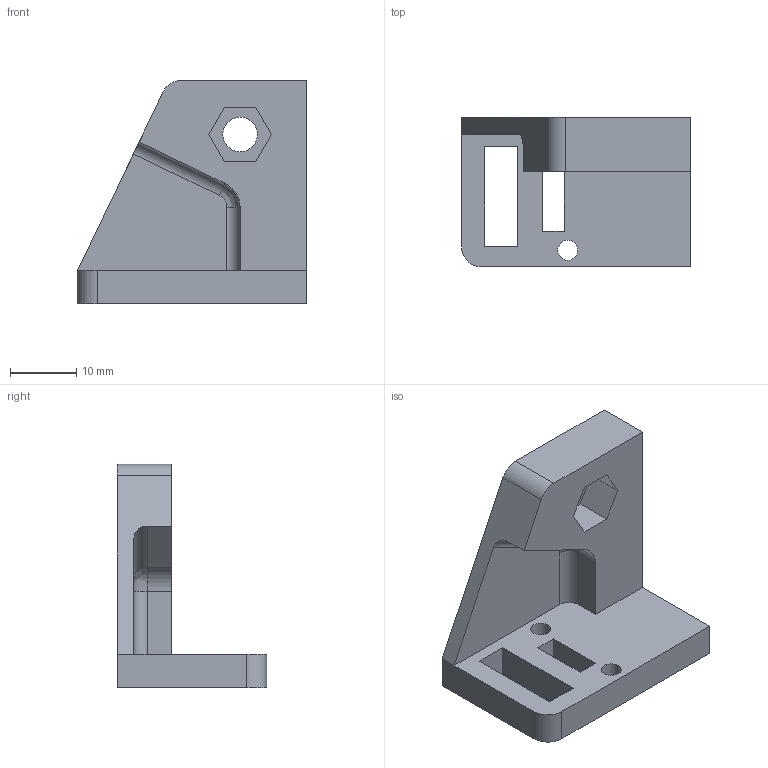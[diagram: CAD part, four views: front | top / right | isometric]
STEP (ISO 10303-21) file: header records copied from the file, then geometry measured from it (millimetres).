
FILE_DESCRIPTION(/* description */ (''),/* implementation_level */ '2;1');
FILE_NAME(/* name */ 'Positive X endstop bracket v3.step',/* time_stamp */ '2025-12-12T00:50:01+03:00',/* author */ (''),/* organization */ (''),/* preprocessor_version */ 'ST-DEVELOPER v20.1',/* originating_system */ 'Autodesk Translation Framework v14.10.0.0',/* authorisation */ '');
FILE_SCHEMA (('AUTOMOTIVE_DESIGN { 1 0 10303 214 3 1 1 }'));
Length unit declared in the file: millimetre
Products named in the file (1): Positive X endstop bracket
Bounding box: 34.5 x 22.5 x 33.65 mm (x, y, z)
Volume: 7518.5 mm3; surface area: 4563.4 mm2
Topology: 1 solids, 1 shells, 36 faces, 96 edges, 63 vertices
Faces by surface type: plane 27, cylinder 8, bspline 1
Full cylindrical faces by diameter (mm): 3 x2, 5.2 x1
Entity records: 1159 total; most frequent: CARTESIAN_POINT 204, ORIENTED_EDGE 192, DIRECTION 185, EDGE_CURVE 96, LINE 79, VECTOR 79, VERTEX_POINT 63, AXIS2_PLACEMENT_3D 53
